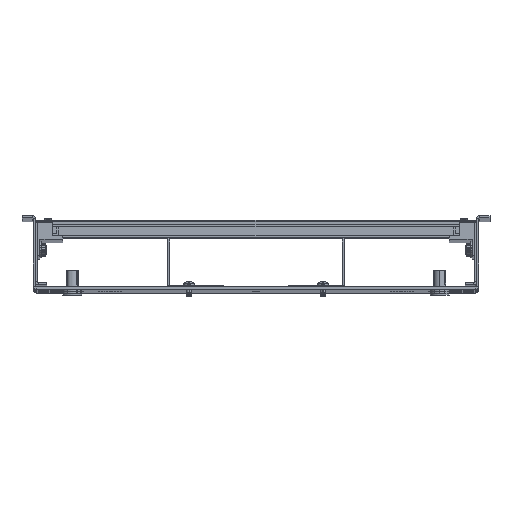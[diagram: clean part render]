
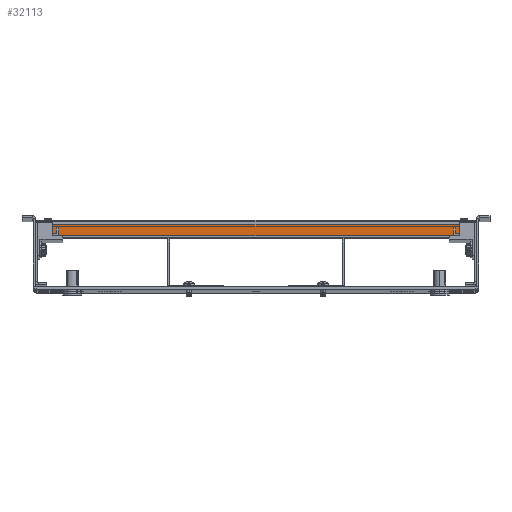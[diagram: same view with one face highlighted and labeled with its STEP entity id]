
A CAD part, top view. The second image highlights one B-rep face of the part: STEP entity #32113.
In plain terms, the highlighted face is planar.
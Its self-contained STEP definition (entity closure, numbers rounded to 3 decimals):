
#619 = EDGE_CURVE ( 'NONE', #20228, #32386, #9818, .T. ) ;
#998 = VERTEX_POINT ( 'NONE', #14963 ) ;
#2101 = AXIS2_PLACEMENT_3D ( 'NONE', #17307, #7772, #19665 ) ;
#2120 = VECTOR ( 'NONE', #18597, 1000. ) ;
#6708 = CARTESIAN_POINT ( 'NONE',  ( 19.65, 0., 182.5 ) ) ;
#7010 = VERTEX_POINT ( 'NONE', #24317 ) ;
#7772 = DIRECTION ( 'NONE',  ( -1., 0., 0. ) ) ;
#8237 = EDGE_CURVE ( 'NONE', #32386, #998, #13925, .T. ) ;
#9289 = LINE ( 'NONE', #21194, #17029 ) ;
#9818 = LINE ( 'NONE', #6708, #2120 ) ;
#10563 = ORIENTED_EDGE ( 'NONE', *, *, #8237, .F. ) ;
#11734 = VECTOR ( 'NONE', #28211, 1000. ) ;
#11835 = DIRECTION ( 'NONE',  ( 0., 0., -1. ) ) ;
#12613 = EDGE_LOOP ( 'NONE', ( #34782, #10563, #34401, #35038 ) ) ;
#13210 = EDGE_CURVE ( 'NONE', #7010, #998, #29590, .T. ) ;
#13843 = FACE_OUTER_BOUND ( 'NONE', #12613, .T. ) ;
#13925 = LINE ( 'NONE', #32123, #11734 ) ;
#14963 = CARTESIAN_POINT ( 'NONE',  ( 19.65, 0., -182.5 ) ) ;
#17029 = VECTOR ( 'NONE', #11835, 1000. ) ;
#17307 = CARTESIAN_POINT ( 'NONE',  ( 19.65, 0., 182.5 ) ) ;
#17849 = DIRECTION ( 'NONE',  ( 0., 1., 0. ) ) ;
#18597 = DIRECTION ( 'NONE',  ( 0., 1., 0. ) ) ;
#19665 = DIRECTION ( 'NONE',  ( 0., 0., 1. ) ) ;
#20228 = VERTEX_POINT ( 'NONE', #27802 ) ;
#21194 = CARTESIAN_POINT ( 'NONE',  ( 19.65, -10., 182.5 ) ) ;
#21781 = CARTESIAN_POINT ( 'NONE',  ( 19.65, 0., 182.5 ) ) ;
#24317 = CARTESIAN_POINT ( 'NONE',  ( 19.65, -10., -182.5 ) ) ;
#26681 = CARTESIAN_POINT ( 'NONE',  ( 19.65, 0., -182.5 ) ) ;
#27802 = CARTESIAN_POINT ( 'NONE',  ( 19.65, -10., 182.5 ) ) ;
#28211 = DIRECTION ( 'NONE',  ( 0., 0., -1. ) ) ;
#29590 = LINE ( 'NONE', #26681, #33166 ) ;
#32113 = ADVANCED_FACE ( 'NONE', ( #13843 ), #34772, .F. ) ;
#32123 = CARTESIAN_POINT ( 'NONE',  ( 19.65, 0., 182.5 ) ) ;
#32257 = EDGE_CURVE ( 'NONE', #20228, #7010, #9289, .T. ) ;
#32386 = VERTEX_POINT ( 'NONE', #21781 ) ;
#33166 = VECTOR ( 'NONE', #17849, 1000. ) ;
#34401 = ORIENTED_EDGE ( 'NONE', *, *, #619, .F. ) ;
#34772 = PLANE ( 'NONE',  #2101 ) ;
#34782 = ORIENTED_EDGE ( 'NONE', *, *, #13210, .T. ) ;
#35038 = ORIENTED_EDGE ( 'NONE', *, *, #32257, .T. ) ;
